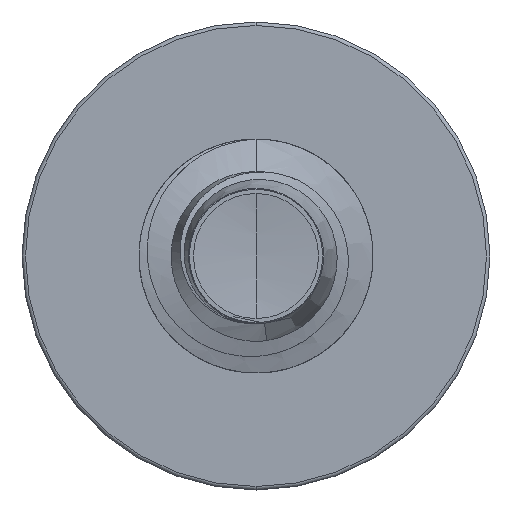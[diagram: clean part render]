
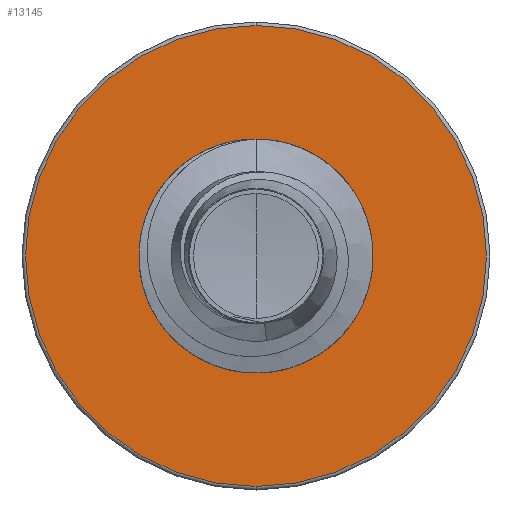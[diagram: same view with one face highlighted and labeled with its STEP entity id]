
A CAD part, front view. The second image highlights one B-rep face of the part: STEP entity #13145.
In plain terms, the highlighted planar face has unit normal (0, -1, 0).
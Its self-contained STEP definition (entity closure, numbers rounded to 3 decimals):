
#85 = ORIENTED_EDGE ( 'NONE', *, *, #8492, .T. ) ;
#450 = DIRECTION ( 'NONE',  ( 0., 1., 0. ) ) ;
#1082 = CIRCLE ( 'NONE', #1353, 1.97 ) ;
#1353 = AXIS2_PLACEMENT_3D ( 'NONE', #4974, #13163, #6155 ) ;
#1951 = CARTESIAN_POINT ( 'NONE',  ( 0., 7.5, 0.986 ) ) ;
#2138 = ORIENTED_EDGE ( 'NONE', *, *, #13590, .T. ) ;
#2317 = DIRECTION ( 'NONE',  ( 0., 1., 0. ) ) ;
#2856 = EDGE_LOOP ( 'NONE', ( #3647, #5325 ) ) ;
#2860 = CARTESIAN_POINT ( 'NONE',  ( 0., 7.5, 1.97 ) ) ;
#2946 = CIRCLE ( 'NONE', #11051, 0.986 ) ;
#3009 = EDGE_CURVE ( 'NONE', #12602, #12467, #1082, .T. ) ;
#3063 = CARTESIAN_POINT ( 'NONE',  ( 0., 7.5, -0.986 ) ) ;
#3647 = ORIENTED_EDGE ( 'NONE', *, *, #3009, .F. ) ;
#4261 = DIRECTION ( 'NONE',  ( 0., 1., 0. ) ) ;
#4294 = FACE_BOUND ( 'NONE', #6625, .T. ) ;
#4552 = CARTESIAN_POINT ( 'NONE',  ( 0., 7.5, -0.986 ) ) ;
#4974 = CARTESIAN_POINT ( 'NONE',  ( 0., 7.5, 0. ) ) ;
#5187 = AXIS2_PLACEMENT_3D ( 'NONE', #7536, #450, #8711 ) ;
#5325 = ORIENTED_EDGE ( 'NONE', *, *, #12189, .F. ) ;
#6155 = DIRECTION ( 'NONE',  ( 0., 0., 1. ) ) ;
#6361 = CARTESIAN_POINT ( 'NONE',  ( 0., 7.5, 0. ) ) ;
#6625 = EDGE_LOOP ( 'NONE', ( #2138, #85 ) ) ;
#6642 = VERTEX_POINT ( 'NONE', #4552 ) ;
#7042 = AXIS2_PLACEMENT_3D ( 'NONE', #6361, #14551, #7541 ) ;
#7072 = FACE_OUTER_BOUND ( 'NONE', #2856, .T. ) ;
#7536 = CARTESIAN_POINT ( 'NONE',  ( 0., 7.5, 0. ) ) ;
#7541 = DIRECTION ( 'NONE',  ( 0., 0., 1. ) ) ;
#7990 = VERTEX_POINT ( 'NONE', #1951 ) ;
#8492 = EDGE_CURVE ( 'NONE', #6642, #7990, #2946, .T. ) ;
#8711 = DIRECTION ( 'NONE',  ( 0., 0., 1. ) ) ;
#8902 = CIRCLE ( 'NONE', #7042, 1.97 ) ;
#9378 = CARTESIAN_POINT ( 'NONE',  ( 0., 7.5, 0. ) ) ;
#9454 = CIRCLE ( 'NONE', #5187, 0.986 ) ;
#10120 = PLANE ( 'NONE',  #14106 ) ;
#10550 = DIRECTION ( 'NONE',  ( 0., 0., 1. ) ) ;
#11051 = AXIS2_PLACEMENT_3D ( 'NONE', #9378, #2317, #10550 ) ;
#12189 = EDGE_CURVE ( 'NONE', #12467, #12602, #8902, .T. ) ;
#12461 = DIRECTION ( 'NONE',  ( 0., 0., 1. ) ) ;
#12467 = VERTEX_POINT ( 'NONE', #14577 ) ;
#12602 = VERTEX_POINT ( 'NONE', #2860 ) ;
#13145 = ADVANCED_FACE ( 'NONE', ( #7072, #4294 ), #10120, .F. ) ;
#13163 = DIRECTION ( 'NONE',  ( 0., 1., 0. ) ) ;
#13590 = EDGE_CURVE ( 'NONE', #7990, #6642, #9454, .T. ) ;
#14106 = AXIS2_PLACEMENT_3D ( 'NONE', #3063, #4261, #12461 ) ;
#14551 = DIRECTION ( 'NONE',  ( 0., 1., 0. ) ) ;
#14577 = CARTESIAN_POINT ( 'NONE',  ( 0., 7.5, -1.97 ) ) ;
